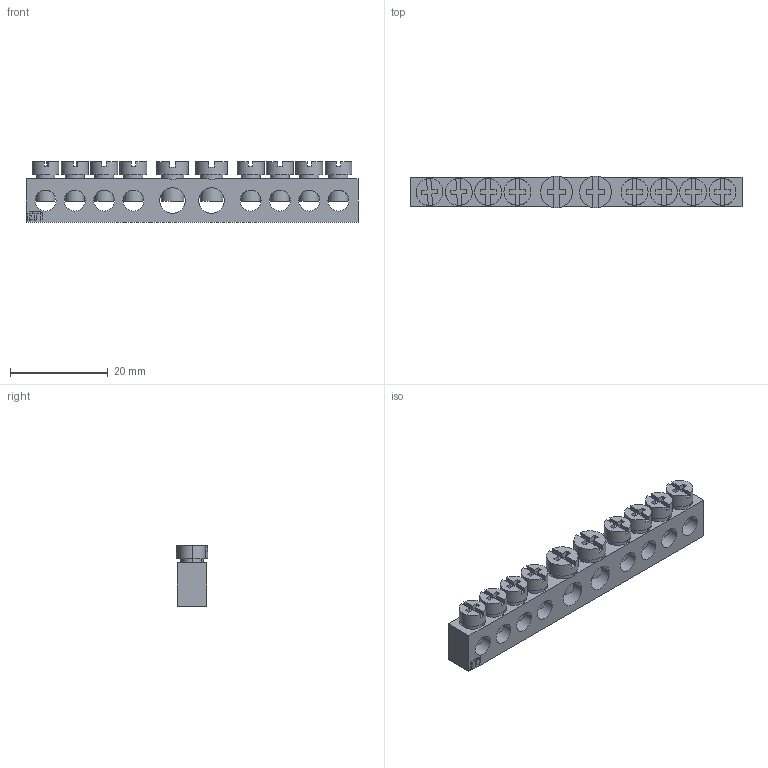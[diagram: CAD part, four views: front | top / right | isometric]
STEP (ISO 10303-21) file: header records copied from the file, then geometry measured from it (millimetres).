
FILE_DESCRIPTION((''),'2;1');
FILE_NAME('ASM0093_ASM','2021-05-06T',('marketing.praksa'),('Audax d.o.o.'),'CREO PARAMETRIC BY PTC INC, 2017480','CREO PARAMETRIC BY PTC INC, 2017480','');
FILE_SCHEMA(('AUTOMOTIVE_DESIGN { 1 0 10303 214 1 1 1 1 }'));
Length unit declared in the file: millimetre
Products named in the file (10): WL-BASE_1; EBD_SCREW1_1_1_1_1_1_1_1; SCREW_M4_1; EBD_SCREW1_1_1_1_1_1_1_1_1_1; EBD_SCREW1_1_1_1_1_1_1_1_1; PRT0129_1_1_1_1; PRT0129_1_2_1_1; PRT0129_1_3_1_1; PRT0129_1_ASM_1_1_ASM; ASM0093_ASM
Assembly tree (15 placements, depth 3):
  ASM0093_ASM
    WL-BASE_1
    EBD_SCREW1_1_1_1_1_1_1_1  x6
    SCREW_M4_1  x2
    EBD_SCREW1_1_1_1_1_1_1_1_1_1
    EBD_SCREW1_1_1_1_1_1_1_1_1
    PRT0129_1_ASM_1_1_ASM
      PRT0129_1_1_1_1
      PRT0129_1_2_1_1
      PRT0129_1_3_1_1
Bounding box: 68 x 6.5 x 12.49 mm (x, y, z)
Volume: 3598.1 mm3; surface area: 4554.2 mm2
Topology: 14 solids, 14 shells, 374 faces, 991 edges, 646 vertices
Faces by surface type: plane 216, cylinder 138, cone 20
Entity records: 13637 total; most frequent: CARTESIAN_POINT 2081, DIRECTION 1493, ORIENTED_EDGE 1406, PRESENTATION_STYLE_ASSIGNMENT 971, STYLED_ITEM 971, CURVE_STYLE 703, EDGE_CURVE 703, AXIS2_PLACEMENT_3D 530
